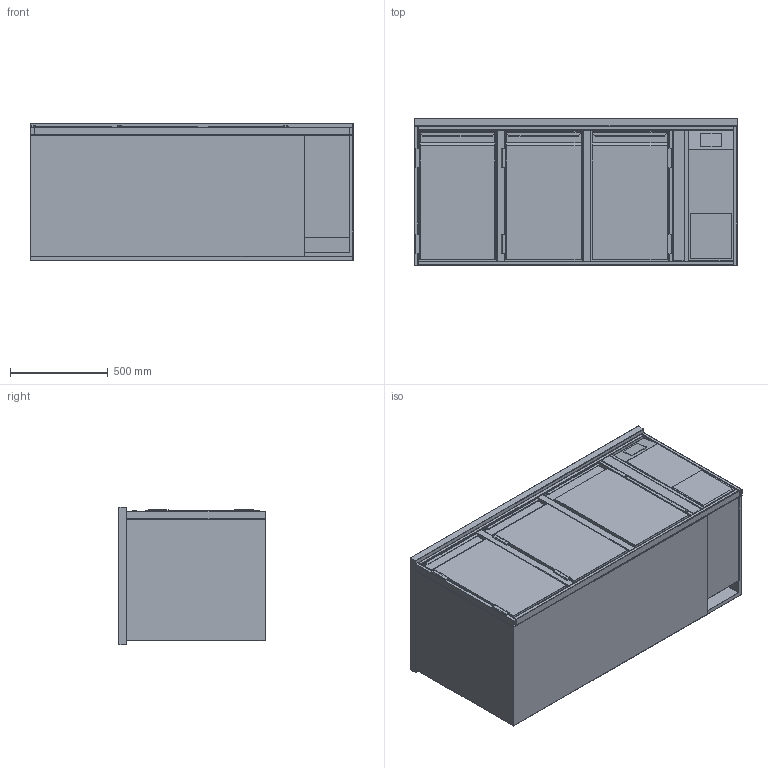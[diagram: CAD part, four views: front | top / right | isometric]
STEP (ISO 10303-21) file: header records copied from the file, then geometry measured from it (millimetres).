
FILE_DESCRIPTION (( 'STEP AP214' ), '1' );
FILE_NAME ('SE-3-71-S-R-3T-V03_41.step', '2025-02-25T08:32:12', ( '' ), ( '' ), 'SwSTEP 2.0', 'SolidWorks 2023', '' );
FILE_SCHEMA (( 'AUTOMOTIVE_DESIGN' ));
Length unit declared in the file: millimetre
Products named in the file (12): 20-03-43318_G-KT-Rahmen-Tür-400-710; 24-02-55011_G-KT-Fach-S-R-250-660-710; 20-03-43319_G-SA-Einbauelement-Tür-400-660-710-L; 21-01-47566_G-SA-FRR-710-1650--1400B-1SV60-250; 20-03-43319_G-SA-Einbauelement-Tür-400-660-710-R; 25-02-56863_Oberplatte-1650-700-40-R; 18-06-35404_TUER-385-655-R; 18-06-35404_TUER-385-655-L; 20-03-43331_G-KT-Auflage-400-660-mit-Rost; 25-02-56864_G-SA-Korpus-1400-660-710-R; SE-3-71-S-R-3T-V03_41; 20-03-43331_G-KT-Auflage-400-660-Ohne-Rost
Assembly tree (15 placements, depth 3):
  SE-3-71-S-R-3T-V03_41
    25-02-56864_G-SA-Korpus-1400-660-710-R
    21-01-47566_G-SA-FRR-710-1650--1400B-1SV60-250
    24-02-55011_G-KT-Fach-S-R-250-660-710
    20-03-43319_G-SA-Einbauelement-Tür-400-660-710-L  x2
      20-03-43318_G-KT-Rahmen-Tür-400-710
      18-06-35404_TUER-385-655-L
      20-03-43331_G-KT-Auflage-400-660-Ohne-Rost
      20-03-43331_G-KT-Auflage-400-660-mit-Rost
    20-03-43319_G-SA-Einbauelement-Tür-400-660-710-R
      20-03-43318_G-KT-Rahmen-Tür-400-710
      18-06-35404_TUER-385-655-R
      20-03-43331_G-KT-Auflage-400-660-Ohne-Rost
      20-03-43331_G-KT-Auflage-400-660-mit-Rost
    25-02-56863_Oberplatte-1650-700-40-R
Bounding box: 1651 x 750 x 700 mm (x, y, z)
Volume: 201227070.8 mm3; surface area: 18862434.5 mm2
Topology: 45 solids, 45 shells, 2405 faces, 6388 edges, 4052 vertices
Faces by surface type: cylinder 1478, plane 788, torus 48, sphere 46, bspline 45
Entity records: 38490 total; most frequent: CARTESIAN_POINT 7380, DIRECTION 6553, ORIENTED_EDGE 6146, EDGE_CURVE 3073, AXIS2_PLACEMENT_3D 2395, VERTEX_POINT 1946, VECTOR 1763, LINE 1763
